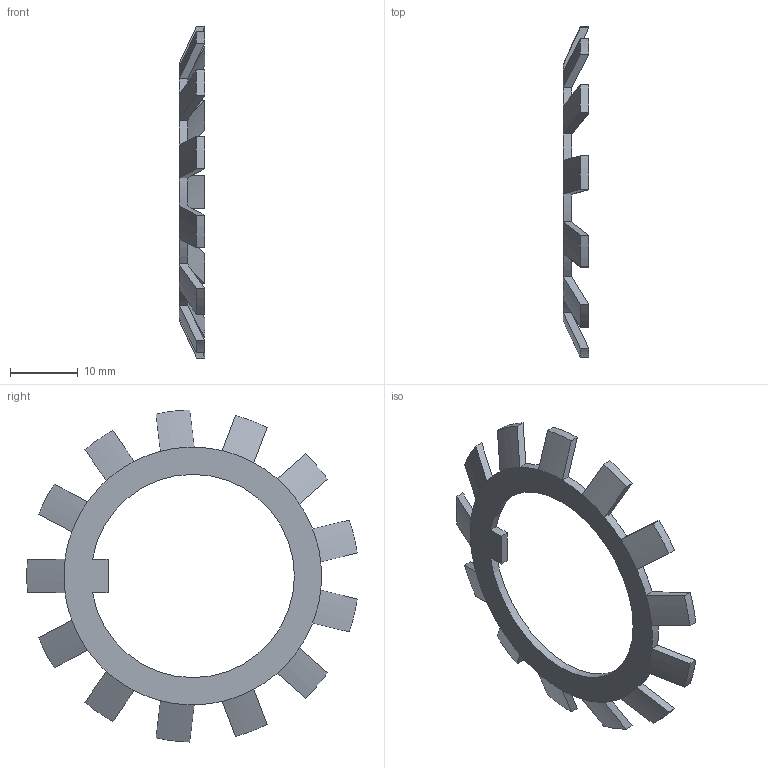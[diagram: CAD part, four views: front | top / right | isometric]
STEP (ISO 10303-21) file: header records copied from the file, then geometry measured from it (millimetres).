
FILE_DESCRIPTION(/* description */ (''),/* implementation_level */ '2;1');
FILE_NAME(/* name */ 'BM-18.step',/* time_stamp */ '2024-05-09T15:50:38+01:00',/* author */ (''),/* organization */ (''),/* preprocessor_version */ 'ST-DEVELOPER v20',/* originating_system */ 'Autodesk Translation Framework v12.20.1.177',/* authorisation */ '');
FILE_SCHEMA (('AUTOMOTIVE_DESIGN { 1 0 10303 214 3 1 1 }'));
Length unit declared in the file: millimetre
Products named in the file (1): BM-18
Bounding box: 3.81 x 48.75 x 48.99 mm (x, y, z)
Volume: 997.1 mm3; surface area: 2122.1 mm2
Topology: 1 solids, 1 shells, 84 faces, 194 edges, 112 vertices
Faces by surface type: plane 31, cylinder 27, cone 26
Entity records: 2334 total; most frequent: CARTESIAN_POINT 495, DIRECTION 392, ORIENTED_EDGE 388, EDGE_CURVE 194, AXIS2_PLACEMENT_3D 165, VERTEX_POINT 112, EDGE_LOOP 86, FACE_OUTER_BOUND 84
